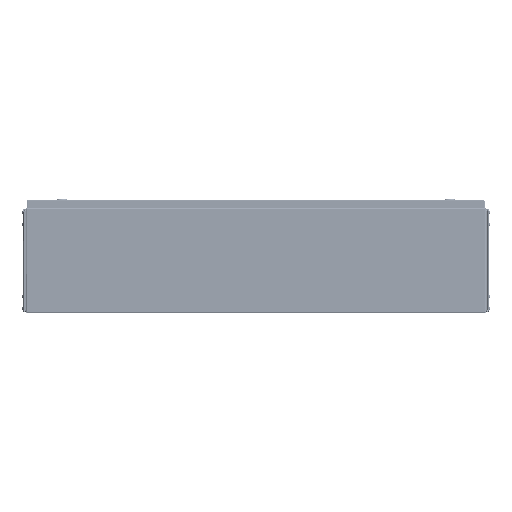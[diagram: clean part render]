
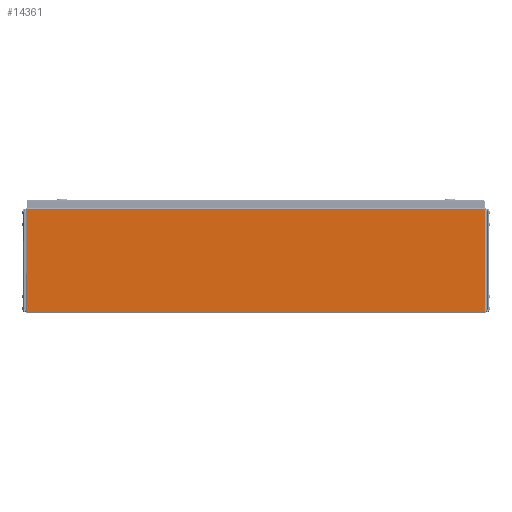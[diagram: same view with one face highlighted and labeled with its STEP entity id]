
A CAD part, left-side view. The second image highlights one B-rep face of the part: STEP entity #14361.
In plain terms, the highlighted planar face has unit normal (-1, 0, 0).
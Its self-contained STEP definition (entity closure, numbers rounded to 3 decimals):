
#314 = CARTESIAN_POINT ( 'NONE',  ( -300., 570.5, 1. ) ) ;
#5704 = EDGE_LOOP ( 'NONE', ( #86964, #75588, #78925, #50955 ) ) ;
#6366 = EDGE_CURVE ( 'NONE', #49060, #49668, #58356, .T. ) ;
#9691 = DIRECTION ( 'NONE',  ( 0., 1., 0. ) ) ;
#9981 = EDGE_CURVE ( 'NONE', #49060, #41528, #26572, .T. ) ;
#10503 = EDGE_CURVE ( 'NONE', #35898, #49668, #18098, .T. ) ;
#14361 = ADVANCED_FACE ( 'NONE', ( #56780 ), #43054, .F. ) ;
#14953 = EDGE_CURVE ( 'NONE', #41528, #35898, #38897, .T. ) ;
#17361 = DIRECTION ( 'NONE',  ( 1., 0., 0. ) ) ;
#18098 = LINE ( 'NONE', #72048, #50209 ) ;
#18129 = DIRECTION ( 'NONE',  ( 0., 1., 0. ) ) ;
#24693 = CARTESIAN_POINT ( 'NONE',  ( -300., 570.5, 1. ) ) ;
#26572 = LINE ( 'NONE', #46072, #79810 ) ;
#30266 = CARTESIAN_POINT ( 'NONE',  ( -300., -570.5, 1. ) ) ;
#35898 = VERTEX_POINT ( 'NONE', #38197 ) ;
#38197 = CARTESIAN_POINT ( 'NONE',  ( -300., 570.5, 257.5 ) ) ;
#38897 = LINE ( 'NONE', #85791, #39053 ) ;
#39053 = VECTOR ( 'NONE', #18129, 1000. ) ;
#41528 = VERTEX_POINT ( 'NONE', #67571 ) ;
#43054 = PLANE ( 'NONE',  #66062 ) ;
#46072 = CARTESIAN_POINT ( 'NONE',  ( -300., -570.5, 0. ) ) ;
#49060 = VERTEX_POINT ( 'NONE', #30266 ) ;
#49668 = VERTEX_POINT ( 'NONE', #314 ) ;
#50000 = DIRECTION ( 'NONE',  ( 0., 0., -1. ) ) ;
#50209 = VECTOR ( 'NONE', #50000, 1000. ) ;
#50955 = ORIENTED_EDGE ( 'NONE', *, *, #9981, .T. ) ;
#56354 = DIRECTION ( 'NONE',  ( 0., 0., -1. ) ) ;
#56780 = FACE_OUTER_BOUND ( 'NONE', #5704, .T. ) ;
#58356 = LINE ( 'NONE', #24693, #75185 ) ;
#66062 = AXIS2_PLACEMENT_3D ( 'NONE', #70026, #17361, #56354 ) ;
#67571 = CARTESIAN_POINT ( 'NONE',  ( -300., -570.5, 257.5 ) ) ;
#70026 = CARTESIAN_POINT ( 'NONE',  ( -300., 0., 0. ) ) ;
#72048 = CARTESIAN_POINT ( 'NONE',  ( -300., 570.5, 0. ) ) ;
#75185 = VECTOR ( 'NONE', #9691, 1000. ) ;
#75588 = ORIENTED_EDGE ( 'NONE', *, *, #10503, .T. ) ;
#78925 = ORIENTED_EDGE ( 'NONE', *, *, #6366, .F. ) ;
#79679 = DIRECTION ( 'NONE',  ( 0., 0., 1. ) ) ;
#79810 = VECTOR ( 'NONE', #79679, 1000. ) ;
#85791 = CARTESIAN_POINT ( 'NONE',  ( -300., -570.5, 257.5 ) ) ;
#86964 = ORIENTED_EDGE ( 'NONE', *, *, #14953, .T. ) ;
